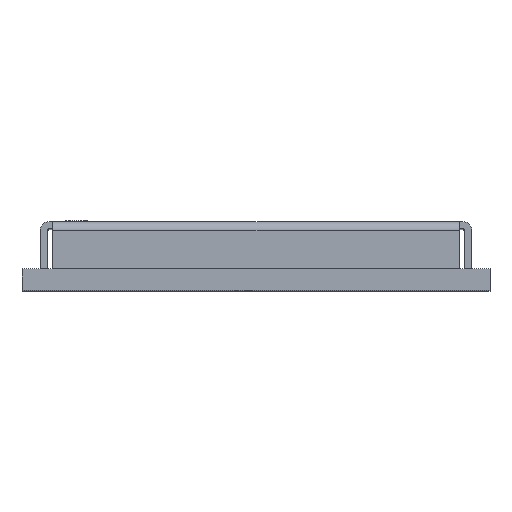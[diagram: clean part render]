
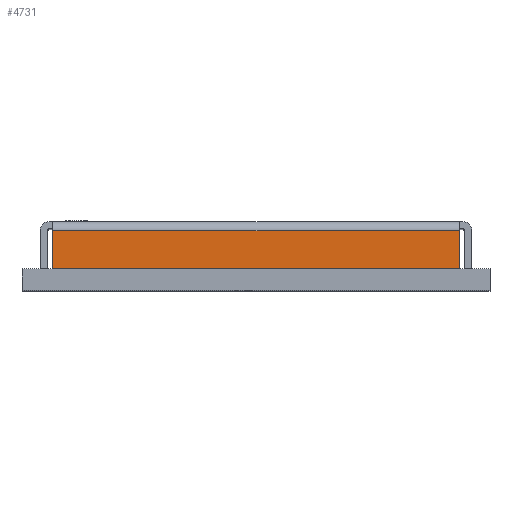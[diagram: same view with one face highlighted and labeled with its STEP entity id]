
A CAD part, top view. The second image highlights one B-rep face of the part: STEP entity #4731.
In plain terms, the highlighted planar face has unit normal (0, 0, 1).
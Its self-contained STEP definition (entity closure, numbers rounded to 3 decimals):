
#446 = FACE_OUTER_BOUND ( 'NONE', #10353, .T. ) ;
#2320 = ORIENTED_EDGE ( 'NONE', *, *, #17621, .T. ) ;
#2633 = CARTESIAN_POINT ( 'NONE',  ( -5.609, 1.65, 6.95 ) ) ;
#3483 = DIRECTION ( 'NONE',  ( 0., 0., -1. ) ) ;
#3649 = DIRECTION ( 'NONE',  ( 0., 1., 0. ) ) ;
#3927 = VECTOR ( 'NONE', #17266, 1000. ) ;
#4533 = EDGE_CURVE ( 'NONE', #12259, #11921, #18389, .T. ) ;
#4731 = ADVANCED_FACE ( 'NONE', ( #446 ), #8965, .F. ) ;
#4922 = EDGE_CURVE ( 'NONE', #17187, #11065, #14420, .T. ) ;
#5626 = CARTESIAN_POINT ( 'NONE',  ( -5.609, 22.098, 6.95 ) ) ;
#6129 = VECTOR ( 'NONE', #11424, 1000. ) ;
#6507 = CARTESIAN_POINT ( 'NONE',  ( -5.609, 0.6, 6.95 ) ) ;
#6590 = AXIS2_PLACEMENT_3D ( 'NONE', #13377, #3483, #17851 ) ;
#7621 = CARTESIAN_POINT ( 'NONE',  ( 5.609, 1.65, 6.95 ) ) ;
#8965 = PLANE ( 'NONE',  #6590 ) ;
#10353 = EDGE_LOOP ( 'NONE', ( #13924, #15798, #2320, #18844 ) ) ;
#10481 = EDGE_CURVE ( 'NONE', #11065, #12259, #12122, .T. ) ;
#10846 = DIRECTION ( 'NONE',  ( 1., 0., 0. ) ) ;
#10948 = LINE ( 'NONE', #5626, #3927 ) ;
#11065 = VERTEX_POINT ( 'NONE', #15315 ) ;
#11424 = DIRECTION ( 'NONE',  ( -1., 0., 0. ) ) ;
#11921 = VERTEX_POINT ( 'NONE', #18497 ) ;
#12122 = LINE ( 'NONE', #12288, #15556 ) ;
#12259 = VERTEX_POINT ( 'NONE', #7621 ) ;
#12288 = CARTESIAN_POINT ( 'NONE',  ( 5.609, 22.098, 6.95 ) ) ;
#13377 = CARTESIAN_POINT ( 'NONE',  ( -5.95, 22.098, 6.95 ) ) ;
#13924 = ORIENTED_EDGE ( 'NONE', *, *, #10481, .T. ) ;
#14420 = LINE ( 'NONE', #17517, #18523 ) ;
#15315 = CARTESIAN_POINT ( 'NONE',  ( 5.609, 0.6, 6.95 ) ) ;
#15556 = VECTOR ( 'NONE', #3649, 1000. ) ;
#15798 = ORIENTED_EDGE ( 'NONE', *, *, #4533, .T. ) ;
#17187 = VERTEX_POINT ( 'NONE', #6507 ) ;
#17266 = DIRECTION ( 'NONE',  ( 0., -1., 0. ) ) ;
#17517 = CARTESIAN_POINT ( 'NONE',  ( -5.95, 0.6, 6.95 ) ) ;
#17621 = EDGE_CURVE ( 'NONE', #11921, #17187, #10948, .T. ) ;
#17851 = DIRECTION ( 'NONE',  ( -1., 0., 0. ) ) ;
#18389 = LINE ( 'NONE', #2633, #6129 ) ;
#18497 = CARTESIAN_POINT ( 'NONE',  ( -5.609, 1.65, 6.95 ) ) ;
#18523 = VECTOR ( 'NONE', #10846, 1000. ) ;
#18844 = ORIENTED_EDGE ( 'NONE', *, *, #4922, .T. ) ;
